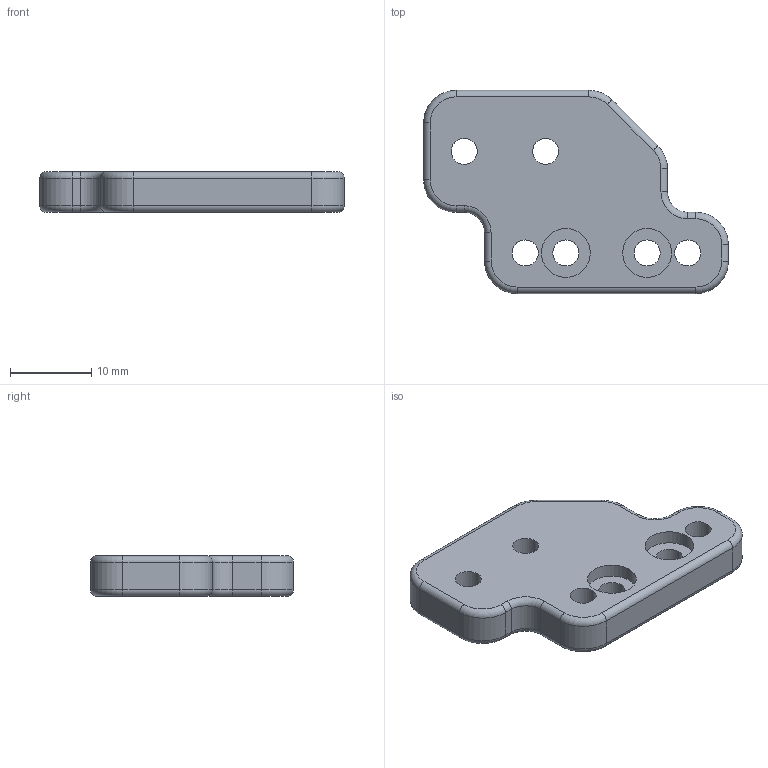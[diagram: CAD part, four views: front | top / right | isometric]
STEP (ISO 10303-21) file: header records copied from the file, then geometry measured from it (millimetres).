
FILE_DESCRIPTION (( 'STEP AP214' ), '1' );
FILE_NAME ('tool head cable relief.STEP', '2025-05-20T15:56:07', ( '' ), ( '' ), 'SwSTEP 2.0', 'SolidWorks 2024', '' );
FILE_SCHEMA (( 'AUTOMOTIVE_DESIGN' ));
Length unit declared in the file: millimetre
Products named in the file (1): tool head cable relief
Bounding box: 37.5 x 25 x 5 mm (x, y, z)
Volume: 3176.4 mm3; surface area: 2110.4 mm2
Topology: 1 solids, 1 shells, 74 faces, 174 edges, 104 vertices
Faces by surface type: cylinder 43, torus 18, plane 13
Entity records: 2181 total; most frequent: DIRECTION 428, CARTESIAN_POINT 353, ORIENTED_EDGE 348, AXIS2_PLACEMENT_3D 179, EDGE_CURVE 174, VERTEX_POINT 104, CIRCLE 104, EDGE_LOOP 88
